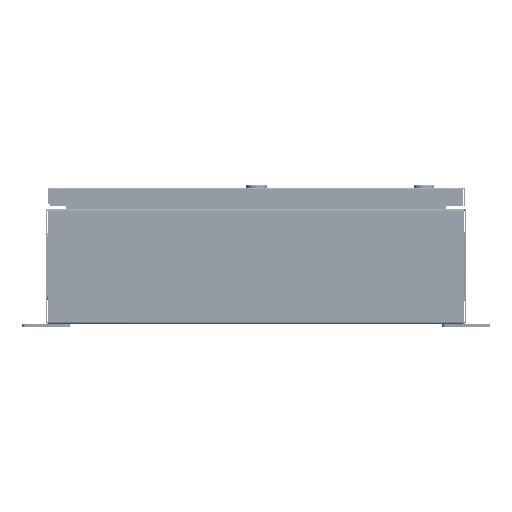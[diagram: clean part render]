
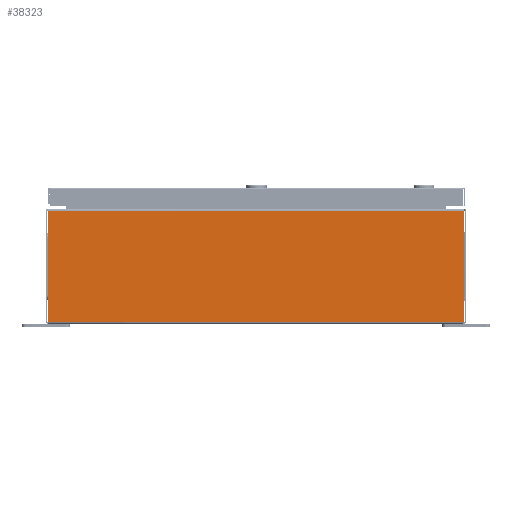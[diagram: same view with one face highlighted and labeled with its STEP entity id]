
A CAD part, left-side view. The second image highlights one B-rep face of the part: STEP entity #38323.
In plain terms, the highlighted planar face has unit normal (-1, 0, 0).
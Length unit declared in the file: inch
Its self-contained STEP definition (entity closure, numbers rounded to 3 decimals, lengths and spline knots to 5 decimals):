
#4066 = VERTEX_POINT ( 'NONE', #36722 ) ;
#4668 = EDGE_CURVE ( 'NONE', #42518, #4066, #30615, .T. ) ;
#4843 = AXIS2_PLACEMENT_3D ( 'NONE', #28220, #6042, #31988 ) ;
#6042 = DIRECTION ( 'NONE',  ( 1., 0., 0. ) ) ;
#10347 = AXIS2_PLACEMENT_3D ( 'NONE', #18744, #44667, #22454 ) ;
#10892 = CARTESIAN_POINT ( 'NONE',  ( -19.5, -10.91469, 0. ) ) ;
#11328 = CARTESIAN_POINT ( 'NONE',  ( -19.5, -10.91469, -0.03501 ) ) ;
#11331 = PLANE ( 'NONE',  #10347 ) ;
#13174 = CARTESIAN_POINT ( 'NONE',  ( -19.5, 10.91469, 5.8376 ) ) ;
#13832 = DIRECTION ( 'NONE',  ( 0., 0., 1. ) ) ;
#14425 = ORIENTED_EDGE ( 'NONE', *, *, #22317, .F. ) ;
#15061 = DIRECTION ( 'NONE',  ( 0., 0., -1. ) ) ;
#15265 = CARTESIAN_POINT ( 'NONE',  ( -19.5, -10.87467, 0.013 ) ) ;
#18535 = CARTESIAN_POINT ( 'NONE',  ( -19.5, 10.91469, 0.02749 ) ) ;
#18744 = CARTESIAN_POINT ( 'NONE',  ( -19.5, 0., 0. ) ) ;
#22163 = VERTEX_POINT ( 'NONE', #31493 ) ;
#22317 = EDGE_CURVE ( 'NONE', #42383, #45428, #45453, .T. ) ;
#22454 = DIRECTION ( 'NONE',  ( 0., 0., -1. ) ) ;
#23945 = EDGE_CURVE ( 'NONE', #42383, #22163, #40141, .T. ) ;
#24224 = DIRECTION ( 'NONE',  ( 0., 1., 0. ) ) ;
#24704 = EDGE_CURVE ( 'NONE', #24976, #42518, #38755, .T. ) ;
#24976 = VERTEX_POINT ( 'NONE', #15265 ) ;
#25459 = VECTOR ( 'NONE', #24224, 39.37008 ) ;
#26784 = ORIENTED_EDGE ( 'NONE', *, *, #24704, .T. ) ;
#27029 = CARTESIAN_POINT ( 'NONE',  ( -19.5, 11., 0.013 ) ) ;
#27322 = VECTOR ( 'NONE', #41950, 39.37008 ) ;
#27834 = CARTESIAN_POINT ( 'NONE',  ( -19.5, -10.91469, 5.8376 ) ) ;
#28220 = CARTESIAN_POINT ( 'NONE',  ( -19.5, 10.91469, -0.03501 ) ) ;
#28268 = VECTOR ( 'NONE', #41959, 39.37008 ) ;
#28952 = ORIENTED_EDGE ( 'NONE', *, *, #39574, .T. ) ;
#29689 = EDGE_LOOP ( 'NONE', ( #14425, #36196, #40772, #26784, #45216, #28952 ) ) ;
#30615 = LINE ( 'NONE', #10892, #28268 ) ;
#31493 = CARTESIAN_POINT ( 'NONE',  ( -19.5, 10.87467, 0.013 ) ) ;
#31988 = DIRECTION ( 'NONE',  ( 0., 0., -1. ) ) ;
#35326 = LINE ( 'NONE', #27834, #25459 ) ;
#35996 = CARTESIAN_POINT ( 'NONE',  ( -19.5, 10.91469, 0. ) ) ;
#36196 = ORIENTED_EDGE ( 'NONE', *, *, #23945, .T. ) ;
#36722 = CARTESIAN_POINT ( 'NONE',  ( -19.5, -10.91469, 5.8376 ) ) ;
#36756 = VECTOR ( 'NONE', #13832, 39.37008 ) ;
#37179 = LINE ( 'NONE', #27029, #27322 ) ;
#37200 = DIRECTION ( 'NONE',  ( 1., 0., 0. ) ) ;
#38018 = EDGE_CURVE ( 'NONE', #24976, #22163, #37179, .T. ) ;
#38323 = ADVANCED_FACE ( 'NONE', ( #46440 ), #11331, .F. ) ;
#38755 = CIRCLE ( 'NONE', #47702, 0.0625 ) ;
#39574 = EDGE_CURVE ( 'NONE', #4066, #45428, #35326, .T. ) ;
#40141 = CIRCLE ( 'NONE', #4843, 0.0625 ) ;
#40772 = ORIENTED_EDGE ( 'NONE', *, *, #38018, .F. ) ;
#41697 = CARTESIAN_POINT ( 'NONE',  ( -19.5, -10.91469, 0.02749 ) ) ;
#41950 = DIRECTION ( 'NONE',  ( 0., 1., 0. ) ) ;
#41959 = DIRECTION ( 'NONE',  ( 0., 0., 1. ) ) ;
#42383 = VERTEX_POINT ( 'NONE', #18535 ) ;
#42518 = VERTEX_POINT ( 'NONE', #41697 ) ;
#44667 = DIRECTION ( 'NONE',  ( 1., 0., 0. ) ) ;
#45216 = ORIENTED_EDGE ( 'NONE', *, *, #4668, .T. ) ;
#45428 = VERTEX_POINT ( 'NONE', #13174 ) ;
#45453 = LINE ( 'NONE', #35996, #36756 ) ;
#46440 = FACE_OUTER_BOUND ( 'NONE', #29689, .T. ) ;
#47702 = AXIS2_PLACEMENT_3D ( 'NONE', #11328, #37200, #15061 ) ;
